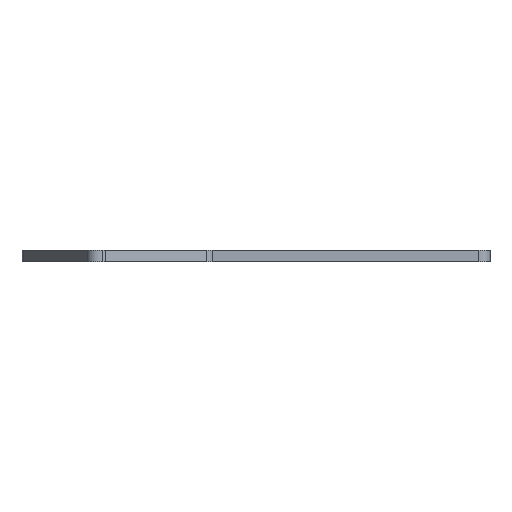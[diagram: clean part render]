
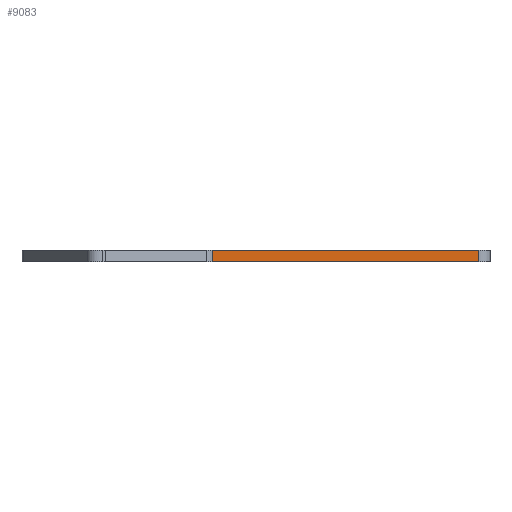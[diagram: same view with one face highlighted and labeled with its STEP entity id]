
A CAD part, front view. The second image highlights one B-rep face of the part: STEP entity #9083.
In plain terms, the highlighted planar face has unit normal (0, -1, 0).
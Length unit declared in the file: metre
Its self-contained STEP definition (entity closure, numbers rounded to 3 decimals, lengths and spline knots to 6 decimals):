
#81=LINE('',#12092,#1333);
#971=LINE('',#14012,#2223);
#972=LINE('',#14015,#2224);
#973=LINE('',#14016,#2225);
#1333=VECTOR('',#9892,1.);
#2223=VECTOR('',#11080,1.);
#2224=VECTOR('',#11081,1.);
#2225=VECTOR('',#11082,1.);
#3881=ORIENTED_EDGE('',*,*,#6165,.T.);
#3882=ORIENTED_EDGE('',*,*,#6166,.F.);
#3883=ORIENTED_EDGE('',*,*,#5232,.F.);
#3884=ORIENTED_EDGE('',*,*,#6167,.F.);
#5232=EDGE_CURVE('',#6551,#6552,#81,.T.);
#6165=EDGE_CURVE('',#7269,#7270,#971,.T.);
#6166=EDGE_CURVE('',#6552,#7270,#972,.F.);
#6167=EDGE_CURVE('',#7269,#6551,#973,.T.);
#6551=VERTEX_POINT('',#12091);
#6552=VERTEX_POINT('',#12093);
#7269=VERTEX_POINT('',#14013);
#7270=VERTEX_POINT('',#14014);
#7632=EDGE_LOOP('',(#3881,#3882,#3883,#3884));
#8162=FACE_BOUND('',#7632,.T.);
#8653=PLANE('',#9552);
#9083=ADVANCED_FACE('',(#8162),#8653,.F.);
#9552=AXIS2_PLACEMENT_3D('',#14011,#11078,#11079);
#9892=DIRECTION('',(-1.,0.,0.));
#11078=DIRECTION('',(0.,1.,0.));
#11079=DIRECTION('',(1.,0.,0.));
#11080=DIRECTION('',(-1.,0.,0.));
#11081=DIRECTION('',(0.,0.,-1.));
#11082=DIRECTION('',(0.,0.,-1.));
#12091=CARTESIAN_POINT('',(0.19007,-0.043376,0.));
#12092=CARTESIAN_POINT('',(0.190158,-0.043376,0.));
#12093=CARTESIAN_POINT('',(0.09456,-0.043376,0.));
#14011=CARTESIAN_POINT('',(0.190158,-0.043376,0.004));
#14012=CARTESIAN_POINT('',(0.190158,-0.043376,0.004));
#14013=CARTESIAN_POINT('',(0.19007,-0.043376,0.004));
#14014=CARTESIAN_POINT('',(0.09456,-0.043376,0.004));
#14015=CARTESIAN_POINT('',(0.09456,-0.043376,0.004));
#14016=CARTESIAN_POINT('',(0.19007,-0.043376,0.));
